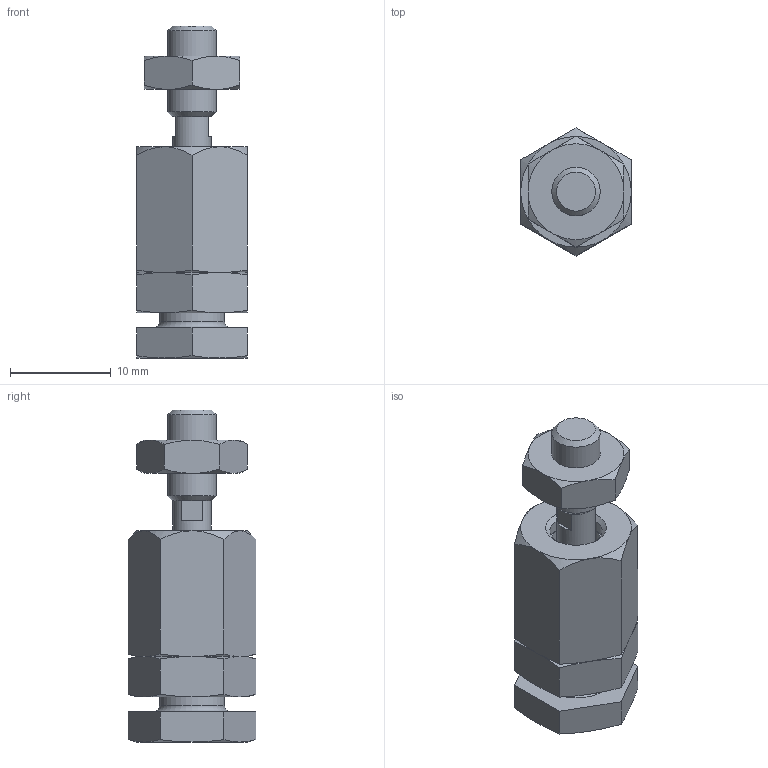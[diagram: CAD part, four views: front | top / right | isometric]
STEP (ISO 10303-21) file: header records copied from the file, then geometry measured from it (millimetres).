
FILE_DESCRIPTION(/* description */ ('STEP AP214'),/* implementation_level */ '2;1');
FILE_NAME(/* name */ '532703_FK-10-32',/* time_stamp */ '2024-08-28T13:47:22+02:00',/* author */ ('License CC BY-ND 4.0'),/* organization */ ('CADENAS'),/* preprocessor_version */ 'ST-DEVELOPER v19.3',/* originating_system */ 'PARTsolutions',/* authorisation */ ' ');
FILE_SCHEMA (('AUTOMOTIVE_DESIGN {1 0 10303 214 3 1 1}'));
Length unit declared in the file: millimetre
Products named in the file (7): 532703 FK-10-32---(asm_0_0); 532703 FK-10-32---(GE); 532703 FK-10-32---(0BO); 360650 10-32UNF-2B; 532703 FK-10-32---(BU); 532703 FK-10-32---(MU); 532703 FK-10-32---(KG)
Assembly tree (7 placements, depth 2):
  532703 FK-10-32---(asm_0_0)
    532703 FK-10-32---(GE)
    532703 FK-10-32---(0BO)
    360650 10-32UNF-2B
    532703 FK-10-32---(BU)
    532703 FK-10-32---(MU)
    532703 FK-10-32---(KG)  x2
Bounding box: 11 x 12.7 x 33 mm (x, y, z)
Volume: 2249.4 mm3; surface area: 2790.5 mm2
Topology: 7 solids, 7 shells, 130 faces, 277 edges, 167 vertices
Faces by surface type: cone 60, plane 48, cylinder 17, sphere 4, torus 1
Full cylindrical faces by diameter (mm): 3.8 x1, 3.967 x2, 4.826 x1, 5 x2, 5.2 x1, 6 x3, 6.466 x1, 6.8 x2, 6.917 x2, 7.8 x1, 8 x1
Entity records: 3426 total; most frequent: CARTESIAN_POINT 777, DIRECTION 506, ORIENTED_EDGE 458, EDGE_CURVE 229, AXIS2_PLACEMENT_3D 228, EDGE_LOOP 178, FACE_BOUND 178, VERTEX_POINT 159
